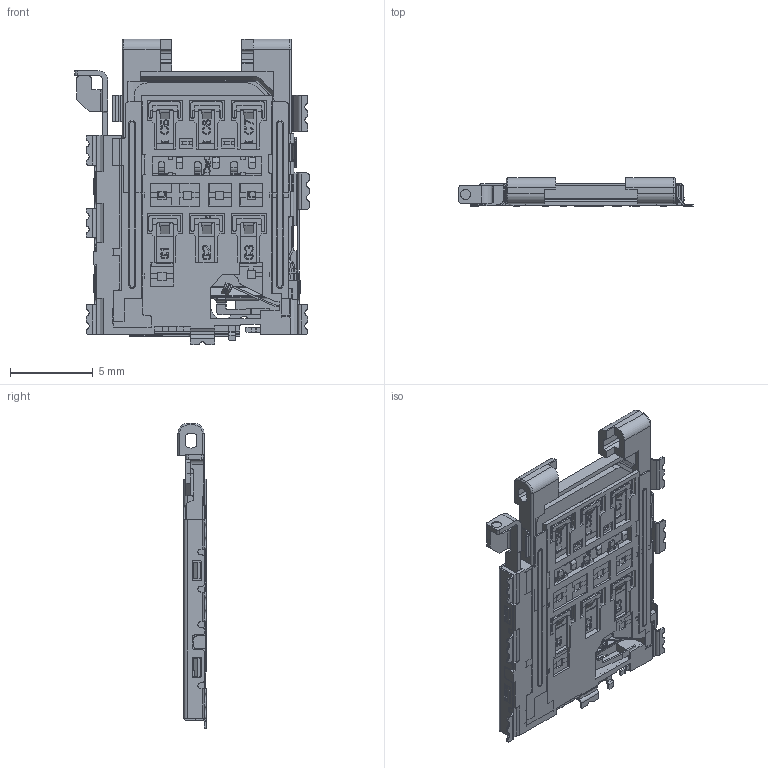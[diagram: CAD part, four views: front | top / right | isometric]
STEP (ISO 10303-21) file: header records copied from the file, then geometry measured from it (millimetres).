
FILE_DESCRIPTION((''),'2;1');
FILE_NAME('115S_ASM','2015-07-07T',('fros.liao'),(''),'PRO/ENGINEER BY PARAMETRIC TECHNOLOGY CORPORATION, 2013150','PRO/ENGINEER BY PARAMETRIC TECHNOLOGY CORPORATION, 2013150','');
FILE_SCHEMA(('CONFIG_CONTROL_DESIGN'));
Products named in the file (22): MOLDING_AF0_39; MANIFOLD_SOLID_BREP_12055; MANIFOLD_SOLID_BREP_13941; MANIFOLD_SOLID_BREP_15695; MANIFOLD_SOLID_BREP_24524; MANIFOLD_SOLID_BREP_26839; MANIFOLD_SOLID_BREP_29121; MANIFOLD_SOLID_BREP_31205; MANIFOLD_SOLID_BREP_34872; MANIFOLD_SOLID_BREP_35415; MANIFOLD_SOLID_BREP_35958; MANIFOLD_SOLID_BREP_37716; CONTACT000_12; CONTACT_AF0_194_ASM_ASM; SHELL_AF0_28; LOCK_1; PRT0007_1; CAM_5_1_1_1_2_1_1; PRT0004_AF0_6_1_2_6_AF0_1; PRT0002_AF0_5_1_1_2_1; NANO_SIM_1; 115S_ASM
Assembly tree (26 placements, depth 3):
  115S_ASM
    MOLDING_AF0_39
    CONTACT_AF0_194_ASM_ASM
      MANIFOLD_SOLID_BREP_12055
      MANIFOLD_SOLID_BREP_13941
      MANIFOLD_SOLID_BREP_15695
      MANIFOLD_SOLID_BREP_24524
      MANIFOLD_SOLID_BREP_26839
      MANIFOLD_SOLID_BREP_29121
      MANIFOLD_SOLID_BREP_31205
      MANIFOLD_SOLID_BREP_34872
      MANIFOLD_SOLID_BREP_35415
      MANIFOLD_SOLID_BREP_35958
      MANIFOLD_SOLID_BREP_37716
      CONTACT000_12  x6
    SHELL_AF0_28
    LOCK_1
    PRT0007_1
    CAM_5_1_1_1_2_1_1
    PRT0004_AF0_6_1_2_6_AF0_1
    PRT0002_AF0_5_1_1_2_1
    NANO_SIM_1
Bounding box: 14.21 x 1.71 x 18.5 mm (x, y, z)
Volume: 202.2 mm3; surface area: 1802.9 mm2
Topology: 25 solids, 25 shells, 3975 faces, 10798 edges, 6912 vertices
Faces by surface type: plane 2924, cylinder 856, bspline 114, cone 35, torus 34, revolution 6, sphere 6
Entity records: 117956 total; most frequent: CARTESIAN_POINT 23399, ORIENTED_EDGE 20114, DIRECTION 18913, EDGE_CURVE 10057, VECTOR 8080, LINE 8080, VERTEX_POINT 6462, AXIS2_PLACEMENT_3D 5416
